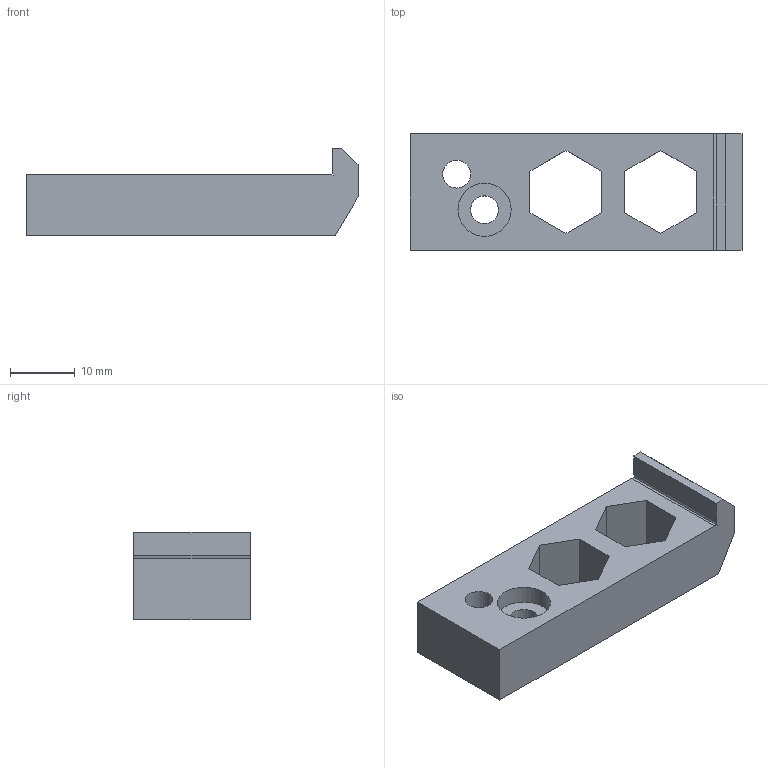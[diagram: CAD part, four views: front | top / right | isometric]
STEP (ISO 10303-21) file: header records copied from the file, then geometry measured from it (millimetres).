
FILE_DESCRIPTION(/* description */ (''),/* implementation_level */ '2;1');
FILE_NAME(/* name */ 'psu_upper_mount.step',/* time_stamp */ '2018-01-17T15:38:03+01:00',/* author */ ('gregsaun'),/* organization */ (''),/* preprocessor_version */ 'ST-DEVELOPER v16.13',/* originating_system */ 'Autodesk Translation Framework v6.5.0.72',/* authorisation */ '');
FILE_SCHEMA (('AUTOMOTIVE_DESIGN { 1 0 10303 214 3 1 1 }'));
Length unit declared in the file: millimetre
Products named in the file (1): psu_upper_mount
Bounding box: 51.2 x 18 x 13.5 mm (x, y, z)
Volume: 6021 mm3; surface area: 4089.7 mm2
Topology: 1 solids, 3 shells, 64 faces, 161 edges, 104 vertices
Faces by surface type: plane 61, cylinder 3
Full cylindrical faces by diameter (mm): 4.3 x2, 8.2 x1
Entity records: 1927 total; most frequent: CARTESIAN_POINT 330, ORIENTED_EDGE 322, DIRECTION 301, EDGE_CURVE 161, LINE 151, VECTOR 151, VERTEX_POINT 104, AXIS2_PLACEMENT_3D 75
